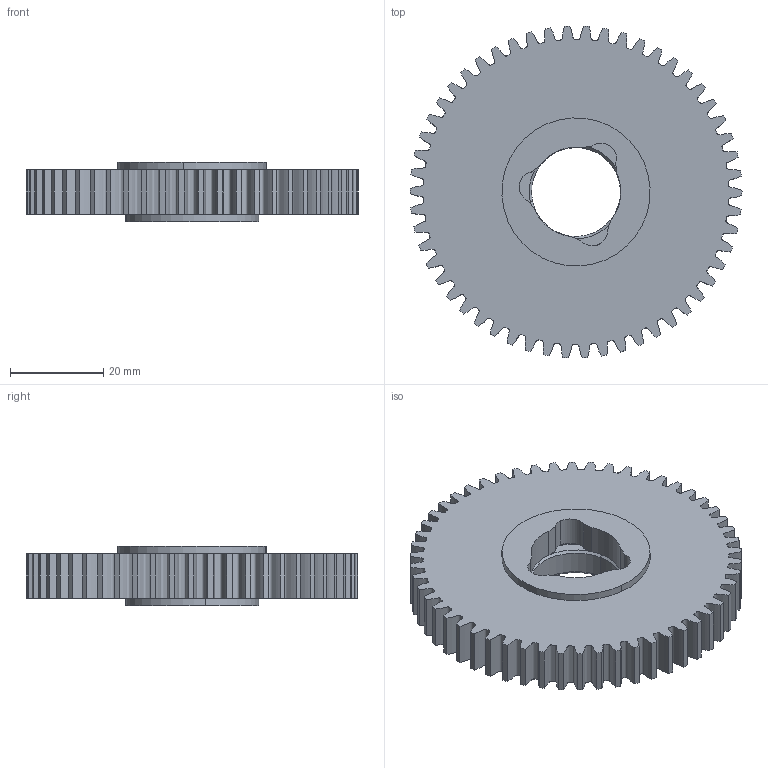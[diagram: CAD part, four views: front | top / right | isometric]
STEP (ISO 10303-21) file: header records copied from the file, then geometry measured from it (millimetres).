
FILE_DESCRIPTION (( 'STEP AP203' ), '1' );
FILE_NAME ('54.Ballshift.VP.STEP', '2014-06-21T22:56:31', ( '' ), ( '' ), 'SwSTEP 2.0', 'SolidWorks 2013', '' );
FILE_SCHEMA (( 'CONFIG_CONTROL_DESIGN' ));
Length unit declared in the file: inch
Products named in the file (3): 217-2428-022 Rev1; 217-3222-001 Rev1_Spur01; 54.Ballshift.VP
Assembly tree (2 placements, depth 2):
  54.Ballshift.VP
    217-2428-022 Rev1
    217-3222-001 Rev1_Spur01
Bounding box: 71.12 x 71.07 x 12.7 mm (x, y, z)
Volume: 34365.6 mm3; surface area: 13308.4 mm2
Topology: 2 solids, 2 shells, 147 faces, 412 edges, 272 vertices
Faces by surface type: cylinder 72, bspline 54, plane 13, cone 8
Entity records: 20105 total; most frequent: CARTESIAN_POINT 16226, ORIENTED_EDGE 824, DIRECTION 652, EDGE_CURVE 412, VERTEX_POINT 272, AXIS2_PLACEMENT_3D 250, EDGE_LOOP 154, CIRCLE 152
